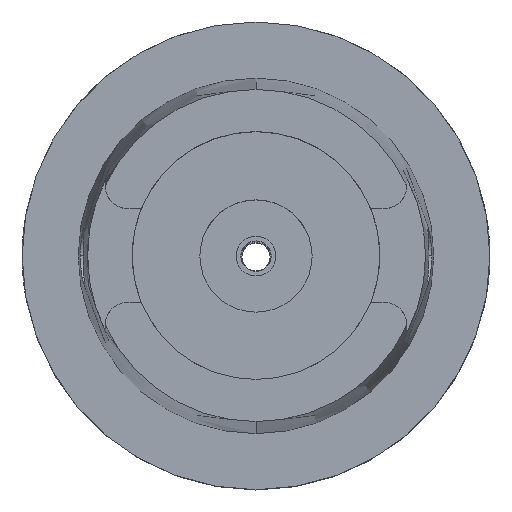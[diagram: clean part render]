
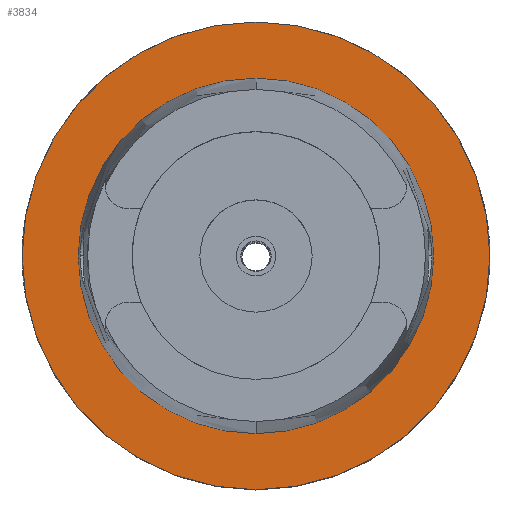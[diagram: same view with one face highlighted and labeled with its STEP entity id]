
A CAD part, top view. The second image highlights one B-rep face of the part: STEP entity #3834.
In plain terms, the highlighted planar face has unit normal (0, 0, 1).
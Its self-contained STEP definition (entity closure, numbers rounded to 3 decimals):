
#1900=CARTESIAN_POINT('',(0.,0.,0.));
#1901=DIRECTION('',(0.,0.,-1.));
#1902=DIRECTION('',(0.,-1.,0.));
#1903=AXIS2_PLACEMENT_3D('',#1900,#1901,#1902);
#1908=CARTESIAN_POINT('',(0.,0.,0.));
#1909=DIRECTION('',(0.,0.,-1.));
#1910=DIRECTION('',(0.,1.,0.));
#1911=AXIS2_PLACEMENT_3D('',#1908,#1909,#1910);
#1916=CARTESIAN_POINT('',(0.,0.,0.));
#1917=DIRECTION('',(0.,0.,1.));
#1918=DIRECTION('',(0.,-1.,0.));
#1919=AXIS2_PLACEMENT_3D('',#1916,#1917,#1918);
#1924=CARTESIAN_POINT('',(0.,0.,0.));
#1925=DIRECTION('',(0.,0.,1.));
#1926=DIRECTION('',(0.,1.,0.));
#1927=AXIS2_PLACEMENT_3D('',#1924,#1925,#1926);
#2179=CARTESIAN_POINT('',(0.,-38.,0.));
#2180=VERTEX_POINT('',#2179);
#2181=CARTESIAN_POINT('',(0.,38.,0.));
#2182=VERTEX_POINT('',#2181);
#2418=CARTESIAN_POINT('',(0.,50.,0.));
#2419=VERTEX_POINT('',#2418);
#2420=CARTESIAN_POINT('',(0.,-50.,0.));
#2421=VERTEX_POINT('',#2420);
#3821=CARTESIAN_POINT('',(0.,0.,0.));
#3822=DIRECTION('',(0.,0.,-1.));
#3823=DIRECTION('',(0.,-1.,0.));
#3824=AXIS2_PLACEMENT_3D('',#3821,#3822,#3823);
#3825=PLANE('',#3824);
#3826=ORIENTED_EDGE('',*,*,#3586,.T.);
#3827=ORIENTED_EDGE('',*,*,#3695,.T.);
#3828=EDGE_LOOP('',(#3826,#3827));
#3829=FACE_OUTER_BOUND('',#3828,.F.);
#3830=ORIENTED_EDGE('',*,*,#2641,.T.);
#3831=ORIENTED_EDGE('',*,*,#2600,.T.);
#3832=EDGE_LOOP('',(#3830,#3831));
#3833=FACE_BOUND('',#3832,.F.);
#1904=CIRCLE('',#1903,50.);
#1912=CIRCLE('',#1911,50.);
#1920=CIRCLE('',#1919,38.);
#1928=CIRCLE('',#1927,38.);
#2600=EDGE_CURVE('',#2182,#2180,#1928,.T.);
#2641=EDGE_CURVE('',#2180,#2182,#1920,.T.);
#3586=EDGE_CURVE('',#2421,#2419,#1904,.T.);
#3695=EDGE_CURVE('',#2419,#2421,#1912,.T.);
#3834=ADVANCED_FACE('',(#3829,#3833),#3825,.F.);
